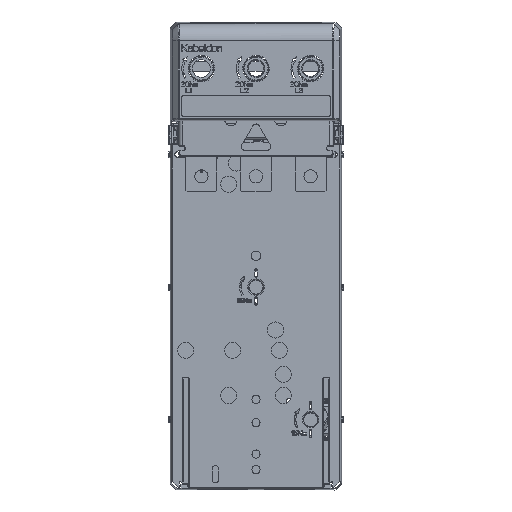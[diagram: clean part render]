
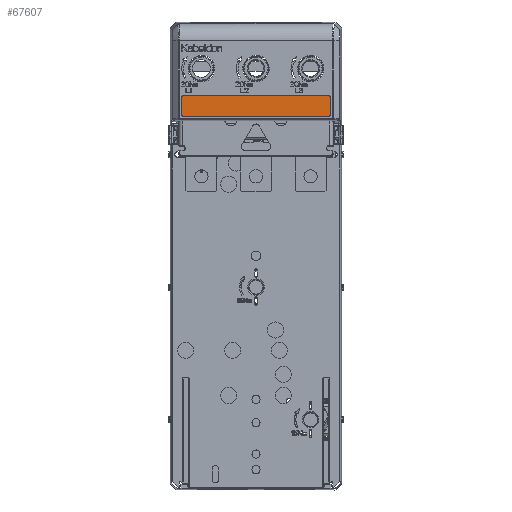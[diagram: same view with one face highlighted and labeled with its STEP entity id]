
A CAD part, top view. The second image highlights one B-rep face of the part: STEP entity #67607.
In plain terms, the highlighted planar face has unit normal (0, 0, 1).
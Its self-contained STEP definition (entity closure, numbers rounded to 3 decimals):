
#1628 = CARTESIAN_POINT ( 'NONE',  ( 55., 0., 39.2 ) ) ;
#4349 = CARTESIAN_POINT ( 'NONE',  ( -46.5, 109.497, 39.2 ) ) ;
#5752 = VERTEX_POINT ( 'NONE', #75996 ) ;
#6007 = VERTEX_POINT ( 'NONE', #65936 ) ;
#7270 = LINE ( 'NONE', #34309, #21064 ) ;
#7773 = DIRECTION ( 'NONE',  ( 0., 0., 1. ) ) ;
#8422 = EDGE_CURVE ( 'NONE', #20808, #74674, #58264, .T. ) ;
#9853 = CARTESIAN_POINT ( 'NONE',  ( -47.503, 121.5, 39.2 ) ) ;
#9992 = AXIS2_PLACEMENT_3D ( 'NONE', #1628, #7773, #48800 ) ;
#10315 = ORIENTED_EDGE ( 'NONE', *, *, #72271, .F. ) ;
#11396 = CIRCLE ( 'NONE', #51522, 1.003 ) ;
#14101 = VERTEX_POINT ( 'NONE', #68041 ) ;
#16855 = CARTESIAN_POINT ( 'NONE',  ( -46.5, 110.5, 39.2 ) ) ;
#17534 = AXIS2_PLACEMENT_3D ( 'NONE', #23356, #64349, #29203 ) ;
#17762 = LINE ( 'NONE', #42167, #48938 ) ;
#18790 = EDGE_CURVE ( 'NONE', #74674, #14101, #42316, .T. ) ;
#20808 = VERTEX_POINT ( 'NONE', #50302 ) ;
#21064 = VECTOR ( 'NONE', #28463, 1000. ) ;
#22786 = DIRECTION ( 'NONE',  ( 0., 0., 1. ) ) ;
#22814 = DIRECTION ( 'NONE',  ( 0., 1., 0. ) ) ;
#23060 = AXIS2_PLACEMENT_3D ( 'NONE', #16855, #57879, #22814 ) ;
#23356 = CARTESIAN_POINT ( 'NONE',  ( 46.5, 110.5, 39.2 ) ) ;
#24561 = CARTESIAN_POINT ( 'NONE',  ( 47.503, 110.5, 39.2 ) ) ;
#24695 = CARTESIAN_POINT ( 'NONE',  ( -46.5, 122.503, 39.2 ) ) ;
#27870 = ORIENTED_EDGE ( 'NONE', *, *, #37703, .T. ) ;
#28463 = DIRECTION ( 'NONE',  ( 0., -1., 0. ) ) ;
#29203 = DIRECTION ( 'NONE',  ( 0., 1., 0. ) ) ;
#32015 = AXIS2_PLACEMENT_3D ( 'NONE', #57856, #22786, #63788 ) ;
#32424 = FACE_OUTER_BOUND ( 'NONE', #39414, .T. ) ;
#34309 = CARTESIAN_POINT ( 'NONE',  ( 47.503, 110.5, 39.2 ) ) ;
#34453 = EDGE_CURVE ( 'NONE', #6007, #5752, #11396, .T. ) ;
#34651 = CARTESIAN_POINT ( 'NONE',  ( 46.5, 121.5, 39.2 ) ) ;
#36272 = DIRECTION ( 'NONE',  ( 0., 1., 0. ) ) ;
#36826 = ORIENTED_EDGE ( 'NONE', *, *, #64859, .F. ) ;
#37703 = EDGE_CURVE ( 'NONE', #62075, #68817, #45969, .T. ) ;
#39414 = EDGE_LOOP ( 'NONE', ( #69807, #63685, #73716, #10315, #54000, #69321, #36826, #27870 ) ) ;
#39562 = CARTESIAN_POINT ( 'NONE',  ( 46.5, 122.503, 39.2 ) ) ;
#40552 = DIRECTION ( 'NONE',  ( 0., 1., 0. ) ) ;
#42167 = CARTESIAN_POINT ( 'NONE',  ( -47.503, 121.5, 39.2 ) ) ;
#42316 = CIRCLE ( 'NONE', #23060, 1.003 ) ;
#44923 = DIRECTION ( 'NONE',  ( -1., 0., 0. ) ) ;
#45969 = CIRCLE ( 'NONE', #32015, 1.003 ) ;
#47585 = CIRCLE ( 'NONE', #17534, 1.003 ) ;
#48443 = LINE ( 'NONE', #39562, #62206 ) ;
#48800 = DIRECTION ( 'NONE',  ( 0., 1., 0. ) ) ;
#48938 = VECTOR ( 'NONE', #36272, 1000. ) ;
#50302 = CARTESIAN_POINT ( 'NONE',  ( 46.5, 109.497, 39.2 ) ) ;
#51522 = AXIS2_PLACEMENT_3D ( 'NONE', #34651, #75749, #40552 ) ;
#51709 = EDGE_CURVE ( 'NONE', #5752, #56888, #7270, .T. ) ;
#54000 = ORIENTED_EDGE ( 'NONE', *, *, #51709, .F. ) ;
#56888 = VERTEX_POINT ( 'NONE', #24561 ) ;
#57856 = CARTESIAN_POINT ( 'NONE',  ( -46.5, 121.5, 39.2 ) ) ;
#57879 = DIRECTION ( 'NONE',  ( 0., 0., -1. ) ) ;
#58264 = LINE ( 'NONE', #74199, #61946 ) ;
#59297 = EDGE_CURVE ( 'NONE', #14101, #68817, #17762, .T. ) ;
#61946 = VECTOR ( 'NONE', #44923, 1000. ) ;
#62075 = VERTEX_POINT ( 'NONE', #24695 ) ;
#62206 = VECTOR ( 'NONE', #69096, 1000. ) ;
#63685 = ORIENTED_EDGE ( 'NONE', *, *, #18790, .F. ) ;
#63788 = DIRECTION ( 'NONE',  ( 0., 1., 0. ) ) ;
#64349 = DIRECTION ( 'NONE',  ( 0., 0., -1. ) ) ;
#64859 = EDGE_CURVE ( 'NONE', #62075, #6007, #48443, .T. ) ;
#65936 = CARTESIAN_POINT ( 'NONE',  ( 46.5, 122.503, 39.2 ) ) ;
#67607 = ADVANCED_FACE ( 'NONE', ( #32424 ), #72186, .T. ) ;
#68041 = CARTESIAN_POINT ( 'NONE',  ( -47.503, 110.5, 39.2 ) ) ;
#68817 = VERTEX_POINT ( 'NONE', #9853 ) ;
#69096 = DIRECTION ( 'NONE',  ( 1., 0., 0. ) ) ;
#69321 = ORIENTED_EDGE ( 'NONE', *, *, #34453, .F. ) ;
#69807 = ORIENTED_EDGE ( 'NONE', *, *, #59297, .F. ) ;
#72186 = PLANE ( 'NONE',  #9992 ) ;
#72271 = EDGE_CURVE ( 'NONE', #56888, #20808, #47585, .T. ) ;
#73716 = ORIENTED_EDGE ( 'NONE', *, *, #8422, .F. ) ;
#74199 = CARTESIAN_POINT ( 'NONE',  ( -46.5, 109.497, 39.2 ) ) ;
#74674 = VERTEX_POINT ( 'NONE', #4349 ) ;
#75749 = DIRECTION ( 'NONE',  ( 0., 0., -1. ) ) ;
#75996 = CARTESIAN_POINT ( 'NONE',  ( 47.503, 121.5, 39.2 ) ) ;
